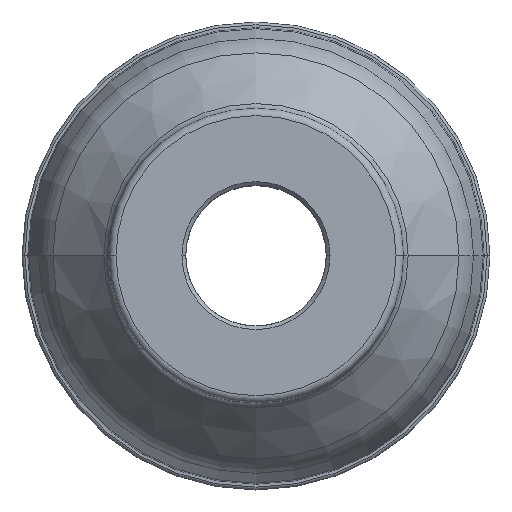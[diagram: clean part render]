
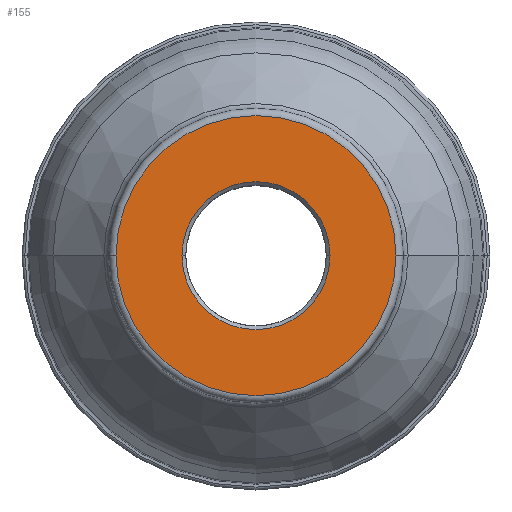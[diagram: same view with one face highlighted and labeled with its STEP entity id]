
A CAD part, top view. The second image highlights one B-rep face of the part: STEP entity #155.
In plain terms, the highlighted planar face has unit normal (0, 0, 1).
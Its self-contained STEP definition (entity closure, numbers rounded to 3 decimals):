
#62=PLANE('',#1555);
#73=FACE_BOUND('',#358,.T.);
#74=FACE_BOUND('',#359,.T.);
#155=ADVANCED_FACE('',(#73,#74),#62,.F.);
#358=EDGE_LOOP('',(#598,#599));
#359=EDGE_LOOP('',(#600,#601));
#598=ORIENTED_EDGE('',*,*,#978,.F.);
#599=ORIENTED_EDGE('',*,*,#977,.F.);
#600=ORIENTED_EDGE('',*,*,#979,.F.);
#601=ORIENTED_EDGE('',*,*,#980,.F.);
#826=VERTEX_POINT('',#2405);
#827=VERTEX_POINT('',#2407);
#828=VERTEX_POINT('',#2412);
#829=VERTEX_POINT('',#2413);
#977=EDGE_CURVE('',#827,#826,#1124,.T.);
#978=EDGE_CURVE('',#826,#827,#1125,.T.);
#979=EDGE_CURVE('',#828,#829,#1126,.T.);
#980=EDGE_CURVE('',#829,#828,#1127,.T.);
#1124=CIRCLE('',#1550,38.);
#1125=CIRCLE('',#1552,38.);
#1126=CIRCLE('',#1553,20.085);
#1127=CIRCLE('',#1554,20.085);
#1550=AXIS2_PLACEMENT_3D('',#2408,#1965,#1966);
#1552=AXIS2_PLACEMENT_3D('',#2410,#1969,#1970);
#1553=AXIS2_PLACEMENT_3D('',#2411,#1971,#1972);
#1554=AXIS2_PLACEMENT_3D('',#2414,#1973,#1974);
#1555=AXIS2_PLACEMENT_3D('',#2415,#1975,#1976);
#1965=DIRECTION('',(0.,0.,-1.));
#1966=DIRECTION('',(-1.,0.,0.));
#1969=DIRECTION('',(0.,0.,-1.));
#1970=DIRECTION('',(1.,0.,0.));
#1971=DIRECTION('',(0.,0.,1.));
#1972=DIRECTION('',(1.,0.,0.));
#1973=DIRECTION('',(0.,0.,1.));
#1974=DIRECTION('',(-1.,0.,0.));
#1975=DIRECTION('',(0.,0.,-1.));
#1976=DIRECTION('',(1.,0.,0.));
#2405=CARTESIAN_POINT('',(38.,0.,0.));
#2407=CARTESIAN_POINT('',(-38.,0.,0.));
#2408=CARTESIAN_POINT('',(0.,0.,0.));
#2410=CARTESIAN_POINT('',(0.,0.,0.));
#2411=CARTESIAN_POINT('',(0.,0.,0.));
#2412=CARTESIAN_POINT('',(20.085,0.,0.));
#2413=CARTESIAN_POINT('',(-20.085,0.,0.));
#2414=CARTESIAN_POINT('',(0.,0.,0.));
#2415=CARTESIAN_POINT('',(0.,0.,0.));
